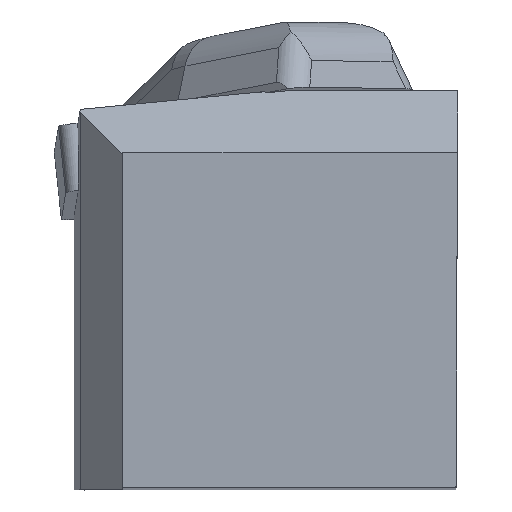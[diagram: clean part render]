
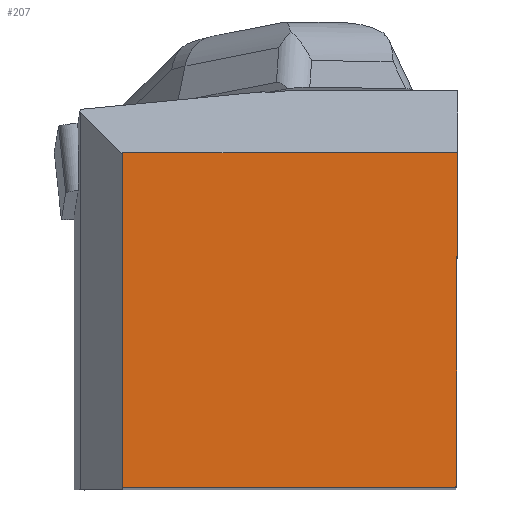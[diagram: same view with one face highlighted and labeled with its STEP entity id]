
A CAD part, top view. The second image highlights one B-rep face of the part: STEP entity #207.
In plain terms, the highlighted planar face has unit normal (0, 0, 1).
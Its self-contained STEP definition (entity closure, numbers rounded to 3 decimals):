
#150=FACE_OUTER_BOUND('',#560,.T.);
#207=ADVANCED_FACE('BLANK_BOXF006',(#150),#261,.F.);
#261=PLANE('',#1290);
#337=LINE('',#1815,#455);
#338=LINE('',#1818,#456);
#339=LINE('',#1820,#457);
#340=LINE('',#1822,#458);
#455=VECTOR('',#1466,1.);
#456=VECTOR('',#1467,1.);
#457=VECTOR('',#1468,1.);
#458=VECTOR('',#1469,1.);
#560=EDGE_LOOP('',(#687,#688,#689,#690));
#687=ORIENTED_EDGE('',*,*,#1082,.F.);
#688=ORIENTED_EDGE('',*,*,#1083,.F.);
#689=ORIENTED_EDGE('',*,*,#1084,.F.);
#690=ORIENTED_EDGE('',*,*,#1085,.F.);
#965=VERTEX_POINT('',#1816);
#966=VERTEX_POINT('',#1817);
#967=VERTEX_POINT('',#1819);
#968=VERTEX_POINT('',#1821);
#1082=EDGE_CURVE('',#965,#966,#337,.T.);
#1083=EDGE_CURVE('',#967,#965,#338,.T.);
#1084=EDGE_CURVE('',#968,#967,#339,.T.);
#1085=EDGE_CURVE('',#966,#968,#340,.T.);
#1290=AXIS2_PLACEMENT_3D('',#1823,#1470,#1471);
#1466=DIRECTION('',(0.,1.,0.));
#1467=DIRECTION('',(-1.,0.,0.));
#1468=DIRECTION('',(-0.004,-1.,0.));
#1469=DIRECTION('',(1.,0.,0.));
#1470=DIRECTION('',(0.,0.,-1.));
#1471=DIRECTION('',(-1.,0.,0.));
#1815=CARTESIAN_POINT('',(-31.623,-179.4,0.));
#1816=CARTESIAN_POINT('',(-31.623,0.,0.));
#1817=CARTESIAN_POINT('',(-31.623,31.623,0.));
#1818=CARTESIAN_POINT('',(179.4,0.,0.));
#1819=CARTESIAN_POINT('',(-0.138,0.,0.));
#1820=CARTESIAN_POINT('',(0.645,179.398,0.));
#1821=CARTESIAN_POINT('',(0.,31.623,0.));
#1822=CARTESIAN_POINT('',(-179.4,31.623,0.));
#1823=CARTESIAN_POINT('',(-65.1,-5.,0.));
